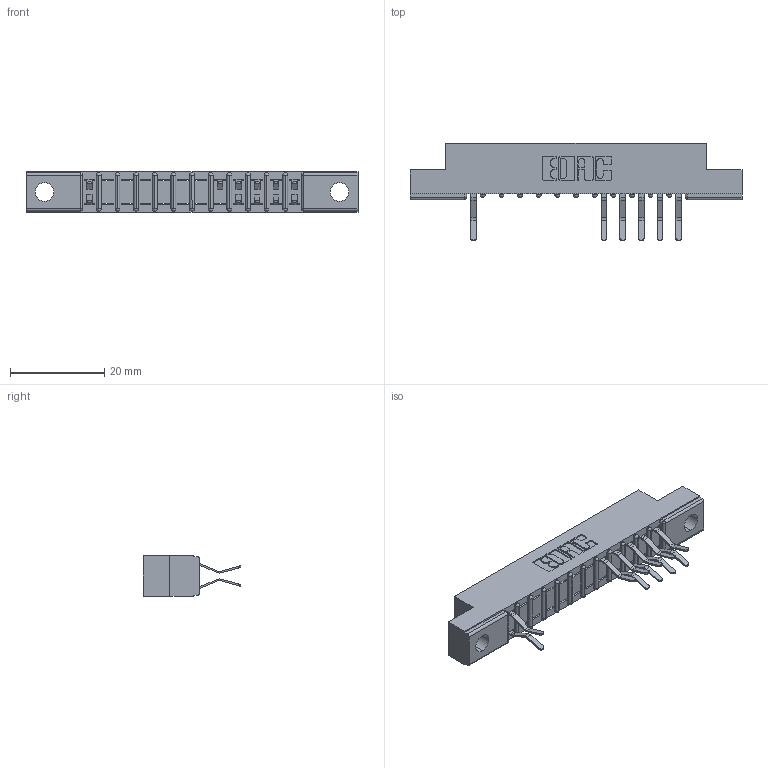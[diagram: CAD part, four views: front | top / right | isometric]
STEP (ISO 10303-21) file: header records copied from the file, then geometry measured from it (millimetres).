
FILE_DESCRIPTION (( 'STEP AP203' ), '1' );
FILE_NAME ('307-024-560-204.STEP', '2018-08-04T07:30:33', ( '' ), ( '' ), 'SwSTEP 2.0', 'SolidWorks 2016', '' );
FILE_SCHEMA (( 'CONFIG_CONTROL_DESIGN' ));
Length unit declared in the file: inch
Products named in the file (3): 307 Part_.156 Dia Mounting Holes; 307-290-001_560; 307-024-560-204
Assembly tree (12 placements, depth 2):
  307-024-560-204
    307 Part_.156 Dia Mounting Holes
    307-290-001_560  x11
Bounding box: 70.56 x 20.73 x 8.71 mm (x, y, z)
Volume: 4356 mm3; surface area: 6150.1 mm2
Topology: 12 solids, 12 shells, 825 faces, 2337 edges, 1506 vertices
Faces by surface type: plane 525, cylinder 274, sphere 26
Entity records: 14476 total; most frequent: CARTESIAN_POINT 2437, ORIENTED_EDGE 2422, DIRECTION 2379, EDGE_CURVE 1211, LINE 923, VECTOR 923, VERTEX_POINT 786, AXIS2_PLACEMENT_3D 728
